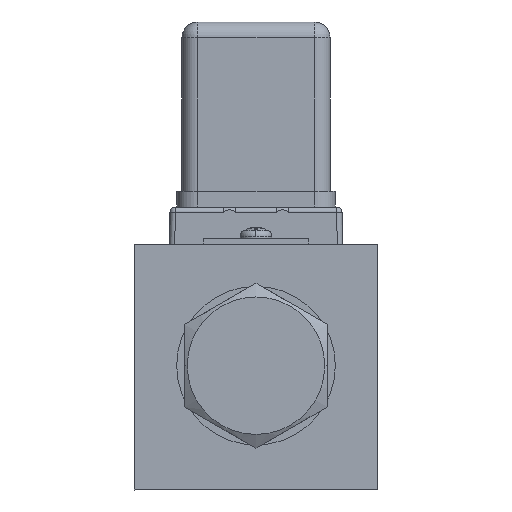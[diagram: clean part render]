
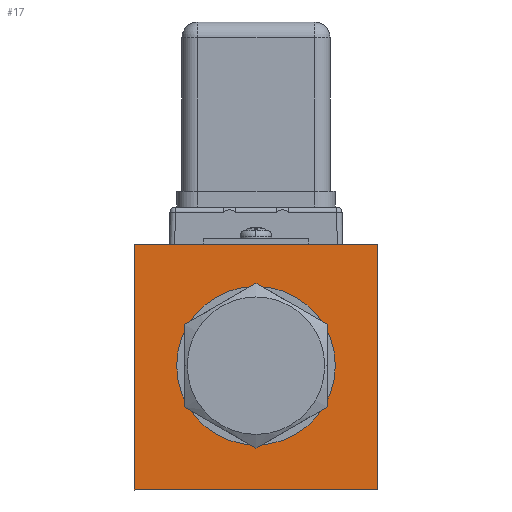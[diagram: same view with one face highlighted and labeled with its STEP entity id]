
A CAD part, left-side view. The second image highlights one B-rep face of the part: STEP entity #17.
In plain terms, the highlighted planar face has unit normal (-1, 0, 0).
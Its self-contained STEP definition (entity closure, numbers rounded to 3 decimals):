
#10 = CARTESIAN_POINT ( 'NONE',  ( 0., 23.5, 8. ) ) ;
#17 = ADVANCED_FACE ( 'NONE', ( #2084, #7435 ), #8842, .T. ) ;
#282 = DIRECTION ( 'NONE',  ( 1., 0., 0. ) ) ;
#1070 = ORIENTED_EDGE ( 'NONE', *, *, #11851, .T. ) ;
#2024 = DIRECTION ( 'NONE',  ( 0., 1., 0. ) ) ;
#2084 = FACE_OUTER_BOUND ( 'NONE', #5764, .T. ) ;
#2971 = EDGE_CURVE ( 'NONE', #4176, #9288, #7102, .T. ) ;
#3093 = LINE ( 'NONE', #15147, #10551 ) ;
#3409 = VERTEX_POINT ( 'NONE', #10949 ) ;
#3716 = CARTESIAN_POINT ( 'NONE',  ( 0., 46.5, 0. ) ) ;
#3784 = EDGE_CURVE ( 'NONE', #6262, #3409, #10237, .T. ) ;
#4176 = VERTEX_POINT ( 'NONE', #3716 ) ;
#4487 = EDGE_CURVE ( 'NONE', #15160, #4176, #3093, .T. ) ;
#4581 = ORIENTED_EDGE ( 'NONE', *, *, #13884, .T. ) ;
#5291 = ORIENTED_EDGE ( 'NONE', *, *, #4487, .F. ) ;
#5674 = CARTESIAN_POINT ( 'NONE',  ( 0., 23.5, 23. ) ) ;
#5764 = EDGE_LOOP ( 'NONE', ( #4581, #14553, #5291, #1070 ) ) ;
#6046 = AXIS2_PLACEMENT_3D ( 'NONE', #17111, #13059, #15703 ) ;
#6216 = DIRECTION ( 'NONE',  ( 0., 0., 1. ) ) ;
#6262 = VERTEX_POINT ( 'NONE', #10 ) ;
#6544 = AXIS2_PLACEMENT_3D ( 'NONE', #16088, #9387, #6684 ) ;
#6684 = DIRECTION ( 'NONE',  ( 0., 0., -1. ) ) ;
#6908 = ORIENTED_EDGE ( 'NONE', *, *, #3784, .T. ) ;
#7102 = LINE ( 'NONE', #8245, #16174 ) ;
#7435 = FACE_BOUND ( 'NONE', #16972, .T. ) ;
#7517 = LINE ( 'NONE', #14551, #15168 ) ;
#7636 = CARTESIAN_POINT ( 'NONE',  ( 0., 46.5, 46. ) ) ;
#8245 = CARTESIAN_POINT ( 'NONE',  ( 0., 46.5, 0. ) ) ;
#8290 = DIRECTION ( 'NONE',  ( 0., 0., -1. ) ) ;
#8335 = LINE ( 'NONE', #15122, #10940 ) ;
#8842 = PLANE ( 'NONE',  #6046 ) ;
#9288 = VERTEX_POINT ( 'NONE', #7636 ) ;
#9307 = ORIENTED_EDGE ( 'NONE', *, *, #16810, .T. ) ;
#9387 = DIRECTION ( 'NONE',  ( 1., 0., 0. ) ) ;
#10237 = CIRCLE ( 'NONE', #16138, 15. ) ;
#10245 = CARTESIAN_POINT ( 'NONE',  ( 0., 0., 46. ) ) ;
#10551 = VECTOR ( 'NONE', #2024, 1000. ) ;
#10889 = DIRECTION ( 'NONE',  ( 0., 1., 0. ) ) ;
#10940 = VECTOR ( 'NONE', #10889, 1000. ) ;
#10949 = CARTESIAN_POINT ( 'NONE',  ( 0., 23.5, 38. ) ) ;
#11851 = EDGE_CURVE ( 'NONE', #15160, #16399, #7517, .T. ) ;
#13059 = DIRECTION ( 'NONE',  ( -1., 0., 0. ) ) ;
#13884 = EDGE_CURVE ( 'NONE', #16399, #9288, #8335, .T. ) ;
#14285 = CARTESIAN_POINT ( 'NONE',  ( 0., 0., 0. ) ) ;
#14389 = CIRCLE ( 'NONE', #6544, 15. ) ;
#14551 = CARTESIAN_POINT ( 'NONE',  ( 0., 0., 0. ) ) ;
#14553 = ORIENTED_EDGE ( 'NONE', *, *, #2971, .F. ) ;
#15122 = CARTESIAN_POINT ( 'NONE',  ( 0., 0., 46. ) ) ;
#15147 = CARTESIAN_POINT ( 'NONE',  ( 0., 0., 0. ) ) ;
#15160 = VERTEX_POINT ( 'NONE', #14285 ) ;
#15168 = VECTOR ( 'NONE', #6216, 1000. ) ;
#15703 = DIRECTION ( 'NONE',  ( 0., 0., 1. ) ) ;
#16088 = CARTESIAN_POINT ( 'NONE',  ( 0., 23.5, 23. ) ) ;
#16138 = AXIS2_PLACEMENT_3D ( 'NONE', #5674, #282, #8290 ) ;
#16174 = VECTOR ( 'NONE', #16675, 1000. ) ;
#16399 = VERTEX_POINT ( 'NONE', #10245 ) ;
#16675 = DIRECTION ( 'NONE',  ( 0., 0., 1. ) ) ;
#16810 = EDGE_CURVE ( 'NONE', #3409, #6262, #14389, .T. ) ;
#16972 = EDGE_LOOP ( 'NONE', ( #6908, #9307 ) ) ;
#17111 = CARTESIAN_POINT ( 'NONE',  ( 0., 0., 0. ) ) ;
